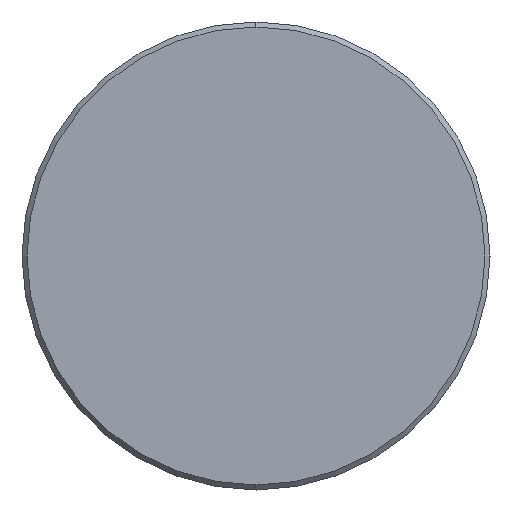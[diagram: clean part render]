
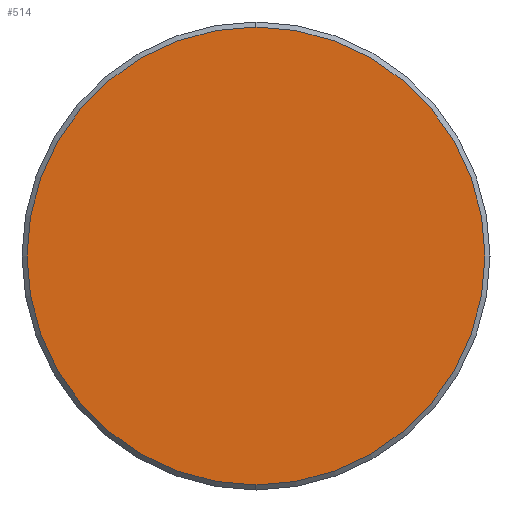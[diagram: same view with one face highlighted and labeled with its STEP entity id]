
A CAD part, left-side view. The second image highlights one B-rep face of the part: STEP entity #514.
In plain terms, the highlighted planar face has unit normal (-1, 0, 0).
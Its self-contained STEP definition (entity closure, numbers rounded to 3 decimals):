
#37 = DIRECTION ( 'NONE',  ( 1., 0., 0. ) ) ;
#99 = DIRECTION ( 'NONE',  ( 0., 0., -1. ) ) ;
#163 = CARTESIAN_POINT ( 'NONE',  ( 0., 0., 0. ) ) ;
#164 = CARTESIAN_POINT ( 'NONE',  ( 0., 0., 0. ) ) ;
#165 = EDGE_CURVE ( 'NONE', #294, #691, #194, .T. ) ;
#189 = AXIS2_PLACEMENT_3D ( 'NONE', #164, #342, #221 ) ;
#194 = CIRCLE ( 'NONE', #701, 13.7 ) ;
#212 = CIRCLE ( 'NONE', #189, 13.7 ) ;
#221 = DIRECTION ( 'NONE',  ( 0., 0., 1. ) ) ;
#250 = CARTESIAN_POINT ( 'NONE',  ( 0., 0., 0. ) ) ;
#292 = FACE_OUTER_BOUND ( 'NONE', #745, .T. ) ;
#294 = VERTEX_POINT ( 'NONE', #614 ) ;
#337 = CARTESIAN_POINT ( 'NONE',  ( 0., 0., -13.7 ) ) ;
#342 = DIRECTION ( 'NONE',  ( -1., 0., 0. ) ) ;
#362 = AXIS2_PLACEMENT_3D ( 'NONE', #163, #37, #99 ) ;
#424 = DIRECTION ( 'NONE',  ( 0., 0., 1. ) ) ;
#514 = ADVANCED_FACE ( 'NONE', ( #292 ), #722, .F. ) ;
#564 = ORIENTED_EDGE ( 'NONE', *, *, #165, .T. ) ;
#614 = CARTESIAN_POINT ( 'NONE',  ( 0., 0., 13.7 ) ) ;
#691 = VERTEX_POINT ( 'NONE', #337 ) ;
#701 = AXIS2_PLACEMENT_3D ( 'NONE', #250, #816, #424 ) ;
#718 = ORIENTED_EDGE ( 'NONE', *, *, #791, .T. ) ;
#722 = PLANE ( 'NONE',  #362 ) ;
#745 = EDGE_LOOP ( 'NONE', ( #718, #564 ) ) ;
#791 = EDGE_CURVE ( 'NONE', #691, #294, #212, .T. ) ;
#816 = DIRECTION ( 'NONE',  ( -1., 0., 0. ) ) ;
